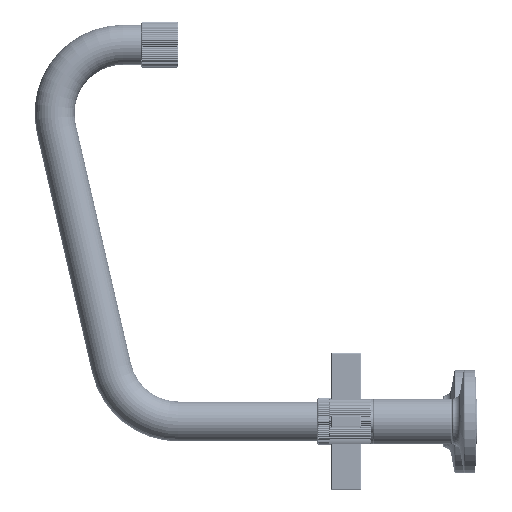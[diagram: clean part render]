
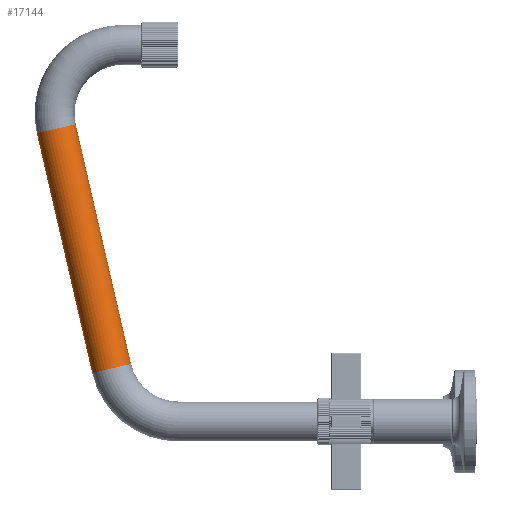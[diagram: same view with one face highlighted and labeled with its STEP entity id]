
A CAD part, left-side view. The second image highlights one B-rep face of the part: STEP entity #17144.
In plain terms, the highlighted cylindrical face has radius 11.113 mm (diameter 22.225 mm), a partial arc.
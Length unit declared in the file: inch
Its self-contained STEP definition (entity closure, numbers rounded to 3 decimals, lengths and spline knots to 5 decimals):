
#16804=DIRECTION('',(0.,0.225,0.974));
#16805=VECTOR('',#16804,5.3881);
#16806=CARTESIAN_POINT('',(0.,4.58321,1.26099));
#16807=LINE('',#16806,#16805);
#16808=CARTESIAN_POINT('',(0.,5.0095,1.16257));
#16809=DIRECTION('',(0.,0.225,0.974));
#16810=DIRECTION('',(0.,0.974,-0.225));
#16811=AXIS2_PLACEMENT_3D('',#16808,#16809,#16810);
#16813=DIRECTION('',(0.,0.225,0.974));
#16814=VECTOR('',#16813,5.3881);
#16815=CARTESIAN_POINT('',(0.,5.43578,1.06416));
#16816=LINE('',#16815,#16814);
#16817=CARTESIAN_POINT('',(0.,6.22156,6.41257));
#16818=DIRECTION('',(0.,0.225,0.974));
#16819=DIRECTION('',(0.,0.974,-0.225));
#16820=AXIS2_PLACEMENT_3D('',#16817,#16818,#16819);
#17003=CARTESIAN_POINT('',(0.,4.58321,1.26099));
#17004=CARTESIAN_POINT('',(0.,5.43578,1.06416));
#17005=VERTEX_POINT('',#17003);
#17006=VERTEX_POINT('',#17004);
#17011=CARTESIAN_POINT('',(0.,5.79527,6.51099));
#17012=CARTESIAN_POINT('',(0.,6.64784,6.31416));
#17013=VERTEX_POINT('',#17011);
#17014=VERTEX_POINT('',#17012);
#17132=CARTESIAN_POINT('',(0.,5.0095,1.16257));
#17133=DIRECTION('',(0.,0.225,0.974));
#17134=DIRECTION('',(0.,-0.974,0.225));
#17135=AXIS2_PLACEMENT_3D('',#17132,#17133,#17134);
#17136=CYLINDRICAL_SURFACE('',#17135,0.4375);
#17137=ORIENTED_EDGE('',*,*,#17097,.F.);
#17138=ORIENTED_EDGE('',*,*,#17127,.T.);
#17140=ORIENTED_EDGE('',*,*,#17139,.T.);
#17141=ORIENTED_EDGE('',*,*,#17123,.F.);
#17142=EDGE_LOOP('',(#17137,#17138,#17140,#17141));
#17143=FACE_OUTER_BOUND('',#17142,.F.);
#17144=ADVANCED_FACE('',(#17143),#17136,.T.);
#16812=CIRCLE('',#16811,0.4375);
#16821=CIRCLE('',#16820,0.4375);
#17097=EDGE_CURVE('',#17006,#17005,#16812,.T.);
#17123=EDGE_CURVE('',#17005,#17013,#16807,.T.);
#17127=EDGE_CURVE('',#17006,#17014,#16816,.T.);
#17139=EDGE_CURVE('',#17014,#17013,#16821,.T.);
